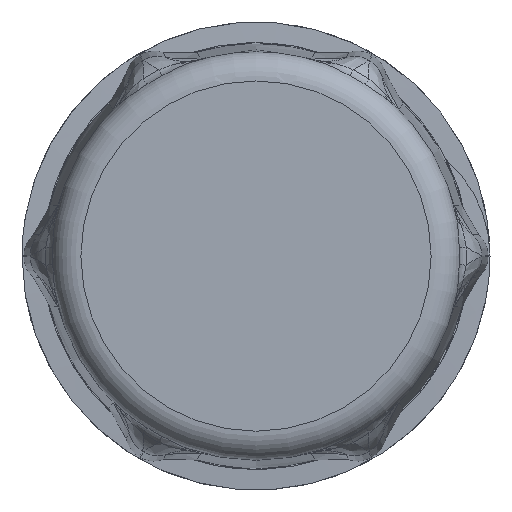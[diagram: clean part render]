
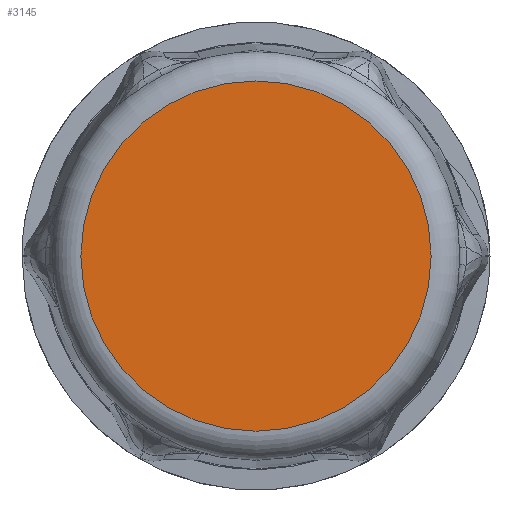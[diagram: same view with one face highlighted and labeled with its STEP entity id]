
A CAD part, front view. The second image highlights one B-rep face of the part: STEP entity #3145.
In plain terms, the highlighted planar face has unit normal (0, -1, 0).
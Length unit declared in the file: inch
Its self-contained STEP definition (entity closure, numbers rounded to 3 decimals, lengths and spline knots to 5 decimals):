
#41=PLANE('',#3381);
#254=CIRCLE('',#3244,0.75216);
#263=CIRCLE('',#3253,0.75216);
#565=FACE_OUTER_BOUND('',#767,.T.);
#767=EDGE_LOOP('',(#2923,#2924));
#1211=VERTEX_POINT('',#5715);
#1212=VERTEX_POINT('',#5716);
#1565=EDGE_CURVE('',#1211,#1212,#254,.T.);
#1589=EDGE_CURVE('',#1212,#1211,#263,.T.);
#2923=ORIENTED_EDGE('',*,*,#1565,.F.);
#2924=ORIENTED_EDGE('',*,*,#1589,.F.);
#3145=ADVANCED_FACE('',(#565),#41,.T.);
#3244=AXIS2_PLACEMENT_3D('',#5717,#3554,#3555);
#3253=AXIS2_PLACEMENT_3D('',#5817,#3572,#3573);
#3381=AXIS2_PLACEMENT_3D('',#10630,#3831,#3832);
#3554=DIRECTION('center_axis',(0.,1.,0.));
#3555=DIRECTION('ref_axis',(-1.,0.,0.));
#3572=DIRECTION('center_axis',(0.,1.,0.));
#3573=DIRECTION('ref_axis',(-1.,0.,0.));
#3831=DIRECTION('center_axis',(0.,-1.,0.));
#3832=DIRECTION('ref_axis',(0.,0.,-1.));
#5715=CARTESIAN_POINT('',(0.75216,-2.825,0.));
#5716=CARTESIAN_POINT('',(0.,-2.825,0.75216));
#5717=CARTESIAN_POINT('Origin',(0.,-2.825,0.));
#5817=CARTESIAN_POINT('Origin',(0.,-2.825,0.));
#10630=CARTESIAN_POINT('Origin',(0.4375,-2.825,0.));
